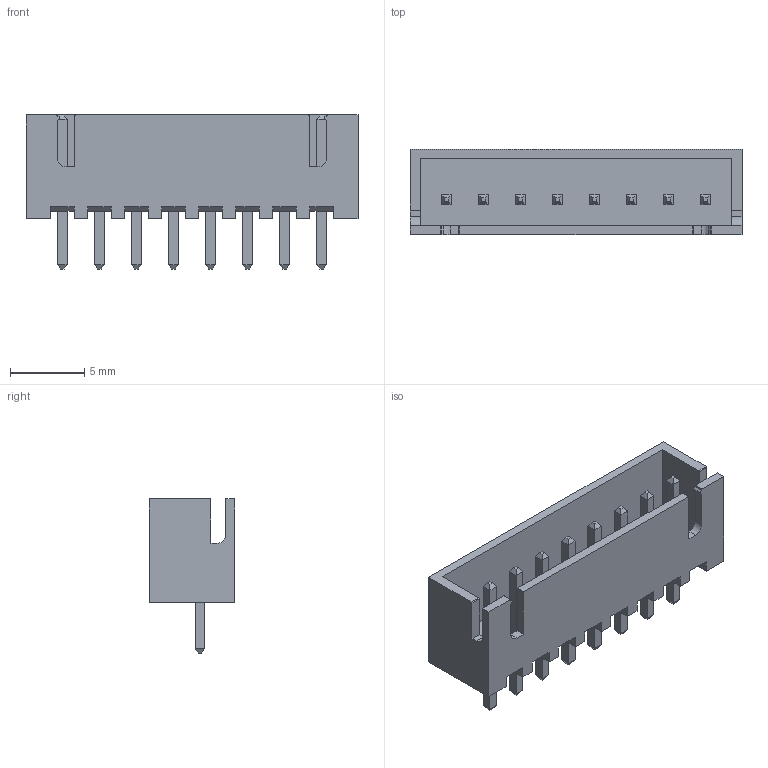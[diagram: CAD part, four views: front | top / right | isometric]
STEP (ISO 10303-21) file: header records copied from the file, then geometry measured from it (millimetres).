
FILE_DESCRIPTION(('FreeCAD Model'),'2;1');
FILE_NAME('Open CASCADE Shape Model','2024-06-13T21:34:10',(''),(''), 'Open CASCADE STEP processor 7.7','FreeCAD','Unknown');
FILE_SCHEMA(('AUTOMOTIVE_DESIGN { 1 0 10303 214 1 1 1 1 }'));
Length unit declared in the file: millimetre
Products named in the file (4): Part; Body; Array; Leg
Assembly tree (10 placements, depth 3):
  Part
    Body
    Array
      Leg  x8
Bounding box: 22.4 x 5.75 x 10.4 mm (x, y, z)
Volume: 359.5 mm3; surface area: 1178.2 mm2
Topology: 9 solids, 9 shells, 226 faces, 576 edges, 368 vertices
Faces by surface type: plane 214, cylinder 12
Entity records: 4405 total; most frequent: CARTESIAN_POINT 775, ORIENTED_EDGE 760, DIRECTION 682, EDGE_CURVE 380, LINE 356, VECTOR 356, VERTEX_POINT 256, AXIS2_PLACEMENT_3D 163
